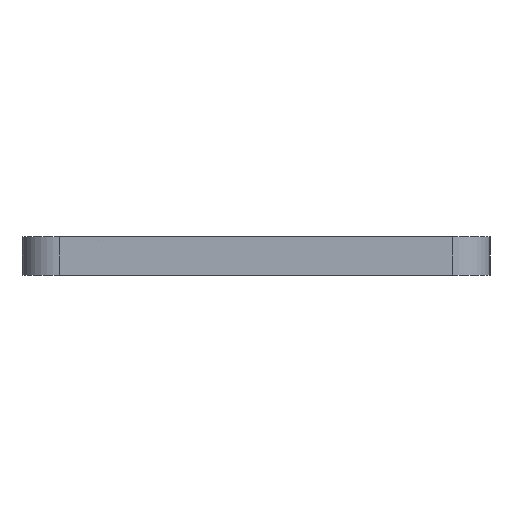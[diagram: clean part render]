
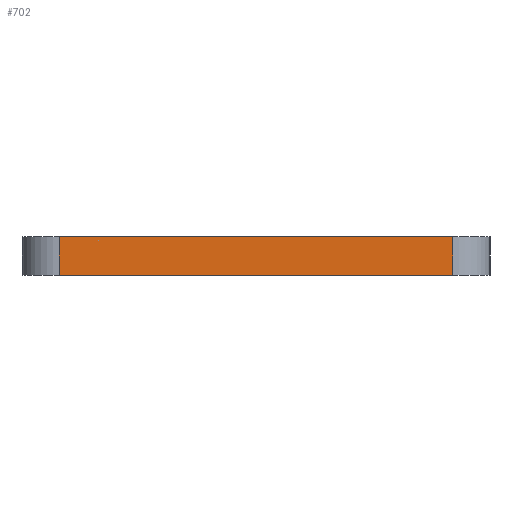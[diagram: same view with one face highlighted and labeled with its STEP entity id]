
A CAD part, left-side view. The second image highlights one B-rep face of the part: STEP entity #702.
In plain terms, the highlighted planar face has unit normal (-1, 0, 0).
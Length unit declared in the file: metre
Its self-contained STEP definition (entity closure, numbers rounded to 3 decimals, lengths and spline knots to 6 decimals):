
#88=ORIENTED_EDGE('',*,*,#301,.F.);
#89=ORIENTED_EDGE('',*,*,#302,.F.);
#90=ORIENTED_EDGE('',*,*,#303,.T.);
#91=ORIENTED_EDGE('',*,*,#299,.T.);
#299=EDGE_CURVE('',#405,#404,#476,.T.);
#301=EDGE_CURVE('',#406,#404,#477,.T.);
#302=EDGE_CURVE('',#407,#406,#478,.T.);
#303=EDGE_CURVE('',#407,#405,#479,.T.);
#404=VERTEX_POINT('',#1077);
#405=VERTEX_POINT('',#1079);
#406=VERTEX_POINT('',#1083);
#407=VERTEX_POINT('',#1085);
#476=LINE('',#1078,#544);
#477=LINE('',#1082,#545);
#478=LINE('',#1084,#546);
#479=LINE('',#1086,#547);
#544=VECTOR('',#851,1.);
#545=VECTOR('',#856,1.);
#546=VECTOR('',#857,1.);
#547=VECTOR('',#858,1.);
#608=EDGE_LOOP('',(#88,#89,#90,#91));
#646=FACE_BOUND('',#608,.T.);
#682=PLANE('',#757);
#702=ADVANCED_FACE('',(#646),#682,.T.);
#757=AXIS2_PLACEMENT_3D('',#1081,#854,#855);
#851=DIRECTION('',(0.,0.,-1.));
#854=DIRECTION('',(-1.,0.,0.));
#855=DIRECTION('',(0.,0.,1.));
#856=DIRECTION('',(0.,1.,0.));
#857=DIRECTION('',(0.,0.,-1.));
#858=DIRECTION('',(0.,1.,0.));
#1077=CARTESIAN_POINT('',(-0.04445,0.008001,0.));
#1078=CARTESIAN_POINT('',(-0.04445,0.008001,0.001575));
#1079=CARTESIAN_POINT('',(-0.04445,0.008001,0.001575));
#1081=CARTESIAN_POINT('',(-0.04445,0.,0.001575));
#1082=CARTESIAN_POINT('',(-0.04445,0.,0.));
#1083=CARTESIAN_POINT('',(-0.04445,-0.008001,0.));
#1084=CARTESIAN_POINT('',(-0.04445,-0.008001,0.001575));
#1085=CARTESIAN_POINT('',(-0.04445,-0.008001,0.001575));
#1086=CARTESIAN_POINT('',(-0.04445,0.,0.001575));
